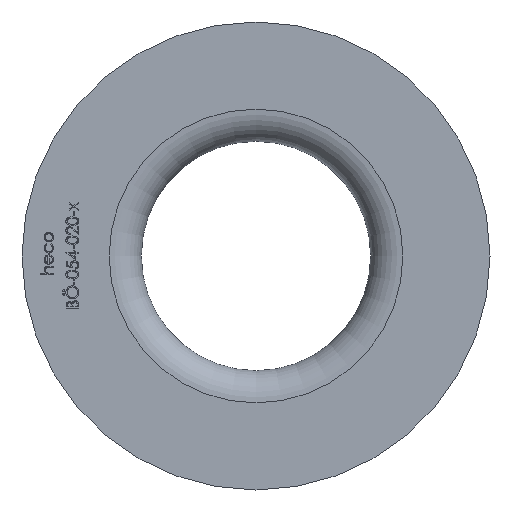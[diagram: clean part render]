
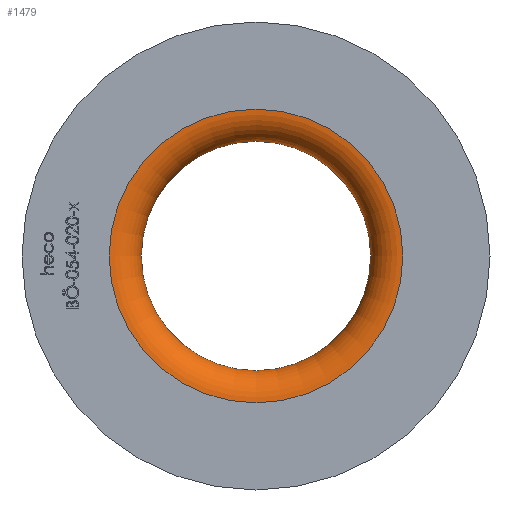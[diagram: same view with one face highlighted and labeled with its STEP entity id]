
A CAD part, left-side view. The second image highlights one B-rep face of the part: STEP entity #1479.
In plain terms, the highlighted toroidal (fillet/blend) face has major radius 32 mm and minor radius 7 mm.
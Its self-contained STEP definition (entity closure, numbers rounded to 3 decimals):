
#179 = CARTESIAN_POINT ( 'NONE',  ( 7., 0., 25. ) ) ;
#1198 = EDGE_LOOP ( 'NONE', ( #6799 ) ) ;
#1479 = ADVANCED_FACE ( 'NONE', ( #10450, #4472 ), #11925, .T. ) ;
#2429 = EDGE_CURVE ( 'NONE', #14174, #14174, #9978, .T. ) ;
#2691 = CARTESIAN_POINT ( 'NONE',  ( 0., 0., 32. ) ) ;
#3003 = AXIS2_PLACEMENT_3D ( 'NONE', #13347, #6222, #6641 ) ;
#3386 = DIRECTION ( 'NONE',  ( 0., 0., 1. ) ) ;
#4472 = FACE_OUTER_BOUND ( 'NONE', #1198, .T. ) ;
#4545 = DIRECTION ( 'NONE',  ( -1., 0., 0. ) ) ;
#5211 = CIRCLE ( 'NONE', #3003, 32. ) ;
#5913 = DIRECTION ( 'NONE',  ( 0., 0., 1. ) ) ;
#6222 = DIRECTION ( 'NONE',  ( -1., 0., 0. ) ) ;
#6641 = DIRECTION ( 'NONE',  ( 0., 0., 1. ) ) ;
#6799 = ORIENTED_EDGE ( 'NONE', *, *, #8014, .T. ) ;
#8014 = EDGE_CURVE ( 'NONE', #8360, #8360, #5211, .T. ) ;
#8360 = VERTEX_POINT ( 'NONE', #2691 ) ;
#9734 = AXIS2_PLACEMENT_3D ( 'NONE', #11821, #10610, #5913 ) ;
#9978 = CIRCLE ( 'NONE', #9734, 25. ) ;
#10296 = CARTESIAN_POINT ( 'NONE',  ( 7., 0., 0. ) ) ;
#10450 = FACE_OUTER_BOUND ( 'NONE', #12383, .T. ) ;
#10610 = DIRECTION ( 'NONE',  ( -1., 0., 0. ) ) ;
#11821 = CARTESIAN_POINT ( 'NONE',  ( 7., 0., 0. ) ) ;
#11925 = TOROIDAL_SURFACE ( 'NONE', #13631, 32., 7. ) ;
#12383 = EDGE_LOOP ( 'NONE', ( #13221 ) ) ;
#13221 = ORIENTED_EDGE ( 'NONE', *, *, #2429, .F. ) ;
#13347 = CARTESIAN_POINT ( 'NONE',  ( 0., 0., 0. ) ) ;
#13631 = AXIS2_PLACEMENT_3D ( 'NONE', #10296, #4545, #3386 ) ;
#14174 = VERTEX_POINT ( 'NONE', #179 ) ;
